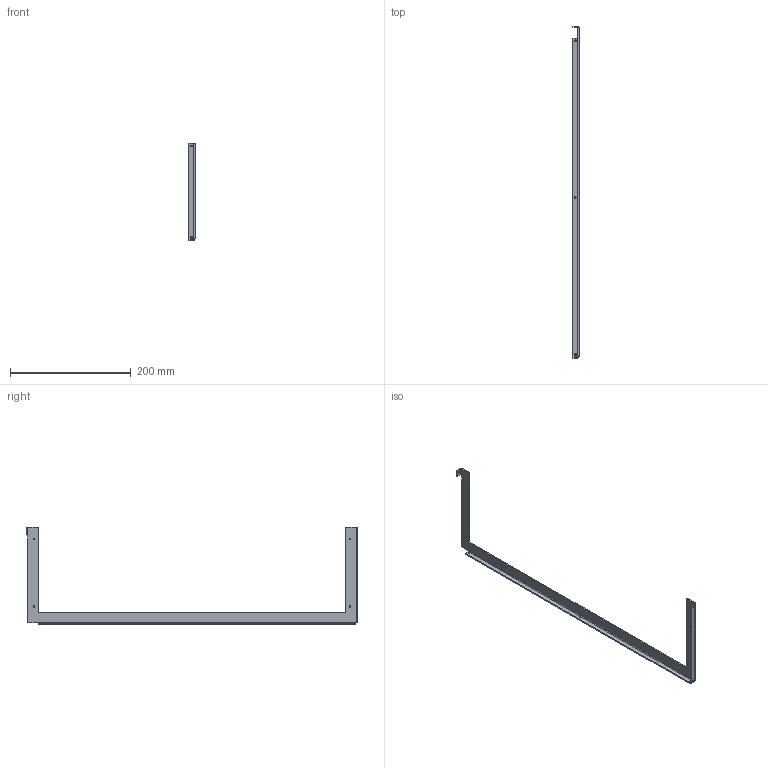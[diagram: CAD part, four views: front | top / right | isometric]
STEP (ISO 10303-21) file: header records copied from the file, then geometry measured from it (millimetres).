
FILE_DESCRIPTION(/* description */ (''),/* implementation_level */ '2;1');
FILE_NAME(/* name */ 'front-frame.step',/* time_stamp */ '2018-11-03T19:53:33+02:00',/* author */ ('nazarJKA8L'),/* organization */ (''),/* preprocessor_version */ 'ST-DEVELOPER v17.2',/* originating_system */ 'Autodesk Translation Framework v7.6.0.251',/* authorisation */ '');
FILE_SCHEMA (('AUTOMOTIVE_DESIGN { 1 0 10303 214 3 1 1 }'));
Length unit declared in the file: millimetre
Products named in the file (2): main-frame-360; Front
Assembly tree (1 placements, depth 2):
  main-frame-360
    Front
Bounding box: 10 x 550 x 161 mm (x, y, z)
Volume: 42116.7 mm3; surface area: 45767.4 mm2
Topology: 1 solids, 1 shells, 60 faces, 150 edges, 92 vertices
Faces by surface type: plane 32, bspline 16, cylinder 12
Full cylindrical faces by diameter (mm): 2.5 x6
Entity records: 2127 total; most frequent: CARTESIAN_POINT 705, ORIENTED_EDGE 300, DIRECTION 236, EDGE_CURVE 150, LINE 94, VECTOR 94, VERTEX_POINT 92, EDGE_LOOP 80
